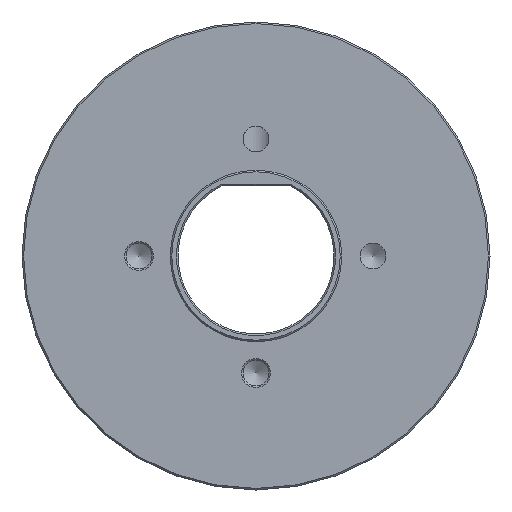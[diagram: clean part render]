
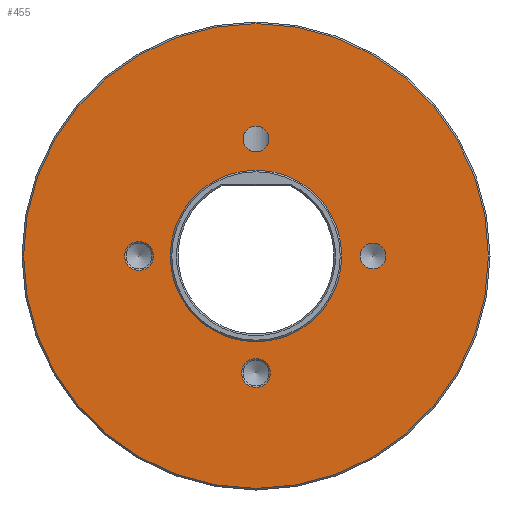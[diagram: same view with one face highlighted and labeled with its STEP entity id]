
A CAD part, front view. The second image highlights one B-rep face of the part: STEP entity #455.
In plain terms, the highlighted planar face has unit normal (0, -1, 0).
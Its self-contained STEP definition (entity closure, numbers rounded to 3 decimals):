
#30=FACE_BOUND('',#83,.T.);
#31=FACE_BOUND('',#84,.T.);
#32=FACE_BOUND('',#85,.T.);
#33=FACE_BOUND('',#86,.T.);
#34=FACE_BOUND('',#87,.T.);
#40=PLANE('',#514);
#50=FACE_OUTER_BOUND('',#82,.T.);
#82=EDGE_LOOP('',(#344));
#83=EDGE_LOOP('',(#345));
#84=EDGE_LOOP('',(#346));
#85=EDGE_LOOP('',(#347));
#86=EDGE_LOOP('',(#348));
#87=EDGE_LOOP('',(#349));
#177=CIRCLE('',#501,1.65);
#186=CIRCLE('',#515,29.8);
#187=CIRCLE('',#516,1.85);
#188=CIRCLE('',#517,1.85);
#189=CIRCLE('',#518,11.);
#190=CIRCLE('',#519,1.65);
#212=VERTEX_POINT('',#821);
#225=VERTEX_POINT('',#855);
#226=VERTEX_POINT('',#857);
#227=VERTEX_POINT('',#859);
#228=VERTEX_POINT('',#861);
#229=VERTEX_POINT('',#863);
#258=EDGE_CURVE('',#212,#212,#177,.T.);
#273=EDGE_CURVE('',#225,#225,#186,.T.);
#274=EDGE_CURVE('',#226,#226,#187,.F.);
#275=EDGE_CURVE('',#227,#227,#188,.F.);
#276=EDGE_CURVE('',#228,#228,#189,.T.);
#277=EDGE_CURVE('',#229,#229,#190,.T.);
#344=ORIENTED_EDGE('',*,*,#273,.T.);
#345=ORIENTED_EDGE('',*,*,#274,.T.);
#346=ORIENTED_EDGE('',*,*,#275,.T.);
#347=ORIENTED_EDGE('',*,*,#276,.F.);
#348=ORIENTED_EDGE('',*,*,#258,.F.);
#349=ORIENTED_EDGE('',*,*,#277,.F.);
#455=ADVANCED_FACE('',(#50,#30,#31,#32,#33,#34),#40,.T.);
#501=AXIS2_PLACEMENT_3D('',#823,#566,#567);
#514=AXIS2_PLACEMENT_3D('',#854,#598,#599);
#515=AXIS2_PLACEMENT_3D('',#856,#600,#601);
#516=AXIS2_PLACEMENT_3D('',#858,#602,#603);
#517=AXIS2_PLACEMENT_3D('',#860,#604,#605);
#518=AXIS2_PLACEMENT_3D('',#862,#606,#607);
#519=AXIS2_PLACEMENT_3D('',#864,#608,#609);
#566=DIRECTION('center_axis',(0.,-1.,0.));
#567=DIRECTION('ref_axis',(0.,0.,-1.));
#598=DIRECTION('center_axis',(0.,-1.,0.));
#599=DIRECTION('ref_axis',(0.,0.,-1.));
#600=DIRECTION('center_axis',(0.,-1.,0.));
#601=DIRECTION('ref_axis',(0.,0.,-1.));
#602=DIRECTION('center_axis',(0.,-1.,0.));
#603=DIRECTION('ref_axis',(0.,0.,-1.));
#604=DIRECTION('center_axis',(0.,-1.,0.));
#605=DIRECTION('ref_axis',(0.,0.,-1.));
#606=DIRECTION('center_axis',(0.,-1.,0.));
#607=DIRECTION('ref_axis',(0.,0.,-1.));
#608=DIRECTION('center_axis',(0.,-1.,0.));
#609=DIRECTION('ref_axis',(0.,0.,-1.));
#821=CARTESIAN_POINT('',(0.,2.,16.65));
#823=CARTESIAN_POINT('Origin',(0.,2.,15.));
#854=CARTESIAN_POINT('Origin',(0.,2.,0.));
#855=CARTESIAN_POINT('',(0.,2.,-29.8));
#856=CARTESIAN_POINT('Origin',(0.,2.,0.));
#857=CARTESIAN_POINT('',(0.,2.,-13.15));
#858=CARTESIAN_POINT('Origin',(0.,2.,-15.));
#859=CARTESIAN_POINT('',(-15.,2.,1.85));
#860=CARTESIAN_POINT('Origin',(-15.,2.,0.));
#861=CARTESIAN_POINT('',(0.,2.,11.));
#862=CARTESIAN_POINT('Origin',(0.,2.,0.));
#863=CARTESIAN_POINT('',(15.,2.,1.65));
#864=CARTESIAN_POINT('Origin',(15.,2.,0.));
